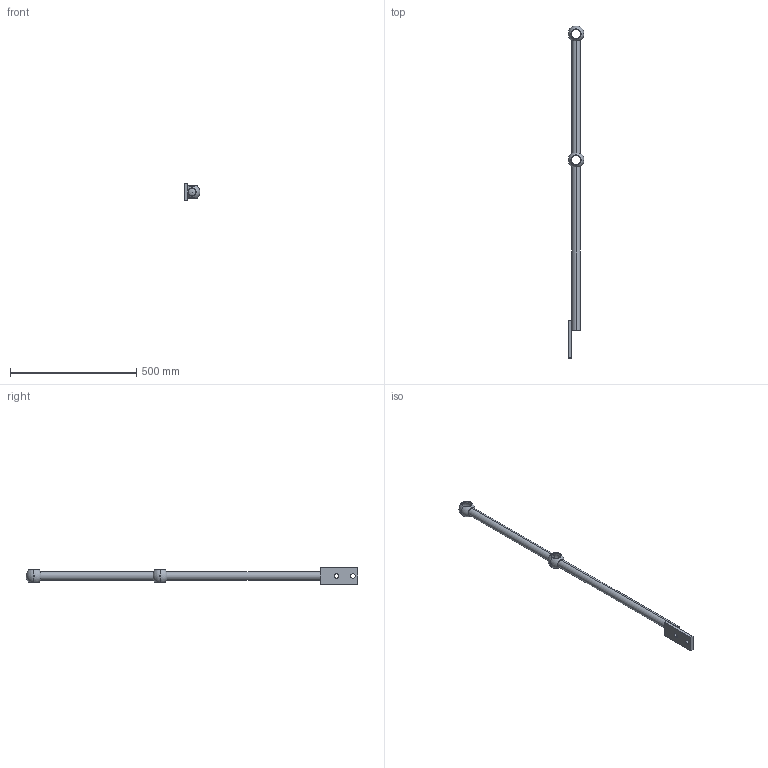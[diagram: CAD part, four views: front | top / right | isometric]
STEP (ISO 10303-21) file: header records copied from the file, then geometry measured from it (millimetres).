
FILE_DESCRIPTION (( 'STEP AP203' ), '1' );
FILE_NAME ('28023_Balustre_500_700_34_63_34_type_GS3.STEP', '2016-09-08T07:35:51', ( '' ), ( '' ), 'SwSTEP 2.0', 'SolidWorks 2016', '' );
FILE_SCHEMA (( 'CONFIG_CONTROL_DESIGN' ));
Length unit declared in the file: millimetre
Products named in the file (5): Ball_63_34; Upper_Tubular_stick_ø33,7x450_mm; Base_plate_GS3; 28023_Balustre_500_700_34_63_34_type_GS3; Lower_Tubular_stick_ø33,7x648_mm
Assembly tree (5 placements, depth 2):
  28023_Balustre_500_700_34_63_34_type_GS3
    Ball_63_34  x2
    Lower_Tubular_stick_ø33,7x648_mm
    Upper_Tubular_stick_ø33,7x450_mm
    Base_plate_GS3
Bounding box: 62.63 x 1316.5 x 65 mm (x, y, z)
Volume: 473479.9 mm3; surface area: 274887 mm2
Topology: 5 solids, 5 shells, 50 faces, 144 edges, 88 vertices
Faces by surface type: cylinder 20, plane 14, cone 8, sphere 8
Entity records: 1627 total; most frequent: DIRECTION 224, CARTESIAN_POINT 180, ORIENTED_EDGE 168, AXIS2_PLACEMENT_3D 96, EDGE_CURVE 84, CIRCLE 52, VERTEX_POINT 52, EDGE_LOOP 46
